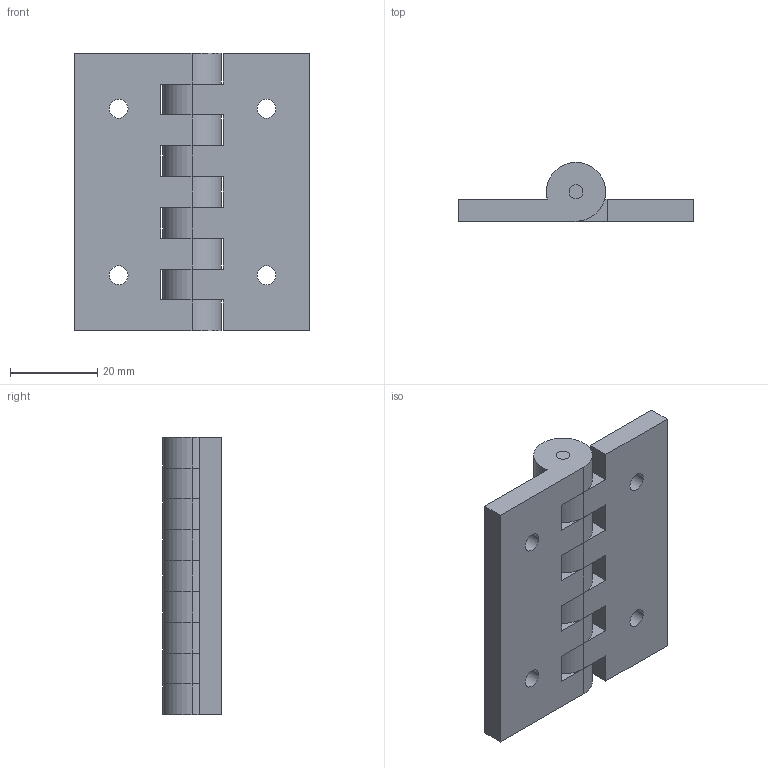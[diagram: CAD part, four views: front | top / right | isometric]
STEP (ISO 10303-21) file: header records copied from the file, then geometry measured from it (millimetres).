
FILE_DESCRIPTION (( 'STEP AP214' ), '1' );
FILE_NAME ('plastic_hinges_holes.STEP', '2022-09-29T12:58:02', ( '' ), ( '' ), 'SwSTEP 2.0', 'SolidWorks 2021', '' );
FILE_SCHEMA (( 'AUTOMOTIVE_DESIGN' ));
Length unit declared in the file: inch
Products named in the file (1): plastic_hinges_holes
Bounding box: 53.98 x 13.49 x 63.5 mm (x, y, z)
Volume: 22333.6 mm3; surface area: 13112.8 mm2
Topology: 3 solids, 3 shells, 92 faces, 258 edges, 172 vertices
Faces by surface type: cylinder 55, plane 37
Entity records: 3126 total; most frequent: DIRECTION 554, CARTESIAN_POINT 523, ORIENTED_EDGE 516, EDGE_CURVE 258, AXIS2_PLACEMENT_3D 203, VERTEX_POINT 172, LINE 148, VECTOR 148
